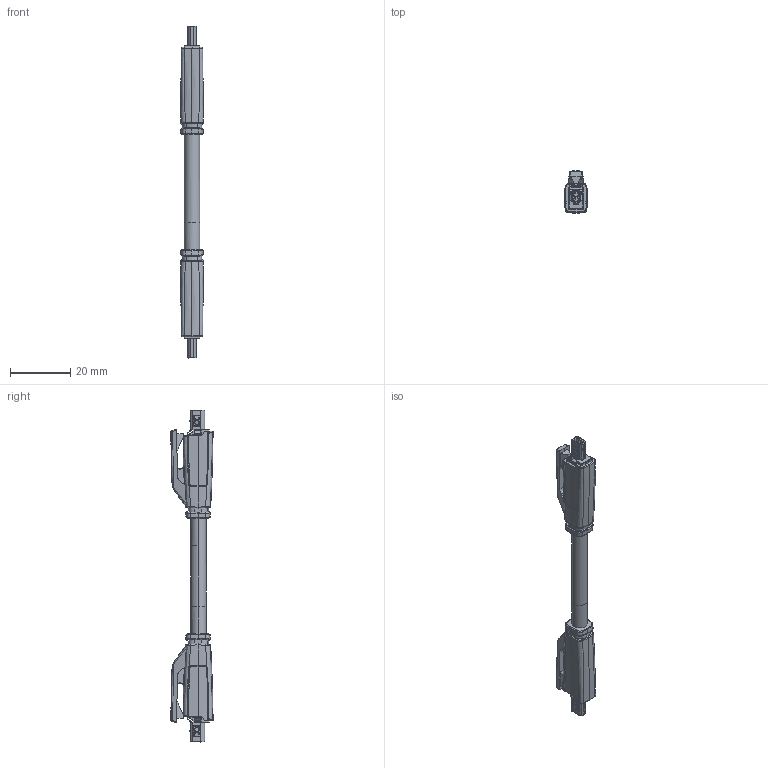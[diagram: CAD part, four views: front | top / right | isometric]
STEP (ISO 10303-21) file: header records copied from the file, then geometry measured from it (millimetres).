
FILE_DESCRIPTION(('CATIA V5 STEP Exchange','CAx-IF Rec.Pracs.--- Model Styling and Organization---1.5--- 2016-08-15','CAx-IF Rec.Pracs.---Supplemental Geometry---1.0---2011-11-01','CAx-IF Rec.Pracs.--- Composite Materials ---1.1---2010-07-15'),'2;1');
FILE_NAME ('1217747-5_1', '2025-11-21T06:46:24+00:00', ('none'), ('Weidmueller'), 'CATIA Version 5-6 Release 2024 SP4', 'CATIA V5 STEP AP214 v3', 'none');
FILE_SCHEMA(('AUTOMOTIVE_DESIGN { 1 0 10303 214 1 1 1 1 }'));
Products named in the file (1): 2725850000
Bounding box: 7.54 x 14 x 110.1 mm (x, y, z)
Volume: 4446.1 mm3; surface area: 5357.3 mm2
Topology: 1 solids, 1 shells, 1221 faces, 3279 edges, 2046 vertices
Faces by surface type: plane 702, bspline 264, cylinder 229, cone 12, sphere 8, revolution 4, extrusion 2
Entity records: 49611 total; most frequent: CARTESIAN_POINT 23274, ORIENTED_EDGE 6518, DIRECTION 3352, EDGE_CURVE 3259, VERTEX_POINT 2046, VECTOR 1814, LINE 1812, EDGE_LOOP 1251
